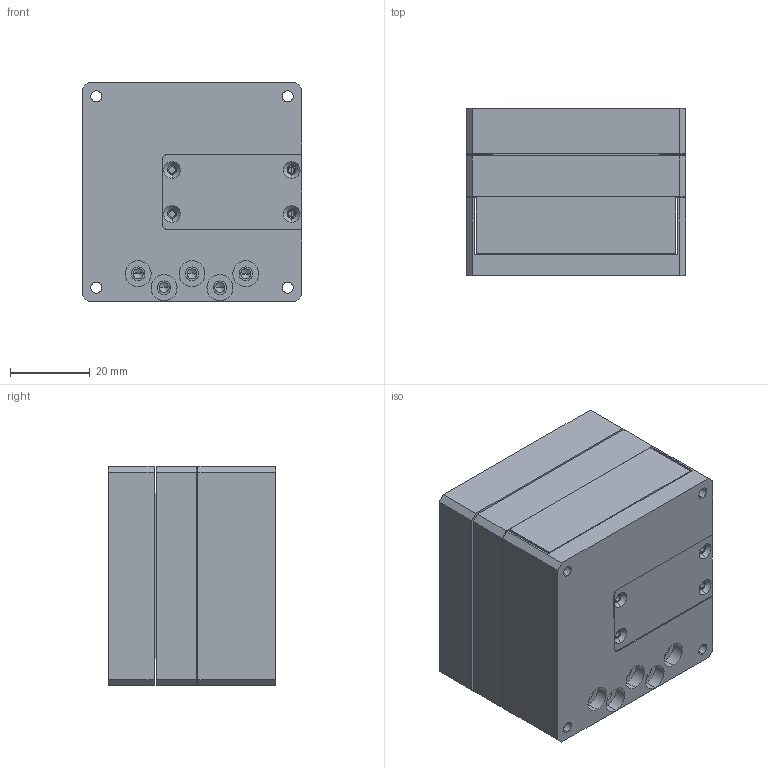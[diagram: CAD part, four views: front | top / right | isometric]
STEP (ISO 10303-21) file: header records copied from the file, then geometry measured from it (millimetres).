
FILE_DESCRIPTION (( 'STEP AP203' ), '1' );
FILE_NAME ('Scanner_XYZ_200_Web.STEP', '2025-01-15T07:49:43', ( '' ), ( '' ), 'SwSTEP 2.0', 'SolidWorks 2020', '' );
FILE_SCHEMA (( 'CONFIG_CONTROL_DESIGN' ));
Length unit declared in the file: millimetre
Products named in the file (10): 葩璃 cover part 2^Scanner_XYZ_200_Web; Scanner_XYZ_200_Web; 葩璃 proposal_4^葩璃 蚾饜极_y_Scanner_XYZ_200_Web; 葩璃 Bottom part 1^葩璃 蚾饜极_z_Scanner_XYZ_200_Web; 葩璃 Cover_1^Scanner_XYZ_200_Web; 葩璃 蚾饜极_z^Scanner_XYZ_200_Web; 葩璃 蚾饜极_x^Scanner_XYZ_200_Web; 葩璃 蚾饜极_y^Scanner_XYZ_200_Web; 葩璃 Act_Z_prop_1^葩璃 蚾饜极_z_Scanner_XYZ_200_Web; 葩璃 proposal_4_X^葩璃 蚾饜极_x_Scanner_XYZ_200_Web
Assembly tree (9 placements, depth 3):
  Scanner_XYZ_200_Web
    葩璃 蚾饜极_z^Scanner_XYZ_200_Web
      葩璃 Bottom part 1^葩璃 蚾饜极_z_Scanner_XYZ_200_Web
      葩璃 Act_Z_prop_1^葩璃 蚾饜极_z_Scanner_XYZ_200_Web
    葩璃 蚾饜极_y^Scanner_XYZ_200_Web
      葩璃 proposal_4^葩璃 蚾饜极_y_Scanner_XYZ_200_Web
    葩璃 蚾饜极_x^Scanner_XYZ_200_Web
      葩璃 proposal_4_X^葩璃 蚾饜极_x_Scanner_XYZ_200_Web
    葩璃 Cover_1^Scanner_XYZ_200_Web
    葩璃 cover part 2^Scanner_XYZ_200_Web
Bounding box: 55 x 42 x 55 mm (x, y, z)
Volume: 119455.6 mm3; surface area: 44216.2 mm2
Topology: 6 solids, 6 shells, 242 faces, 637 edges, 395 vertices
Faces by surface type: cylinder 108, plane 88, cone 46
Entity records: 8451 total; most frequent: DIRECTION 1361, CARTESIAN_POINT 1255, ORIENTED_EDGE 1206, EDGE_CURVE 603, AXIS2_PLACEMENT_3D 501, VERTEX_POINT 395, LINE 359, VECTOR 359
